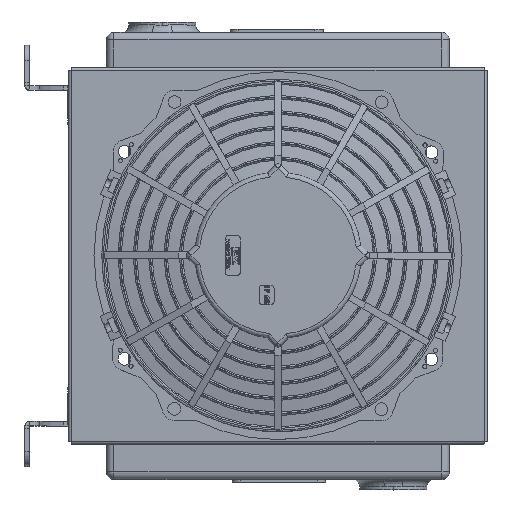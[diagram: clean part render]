
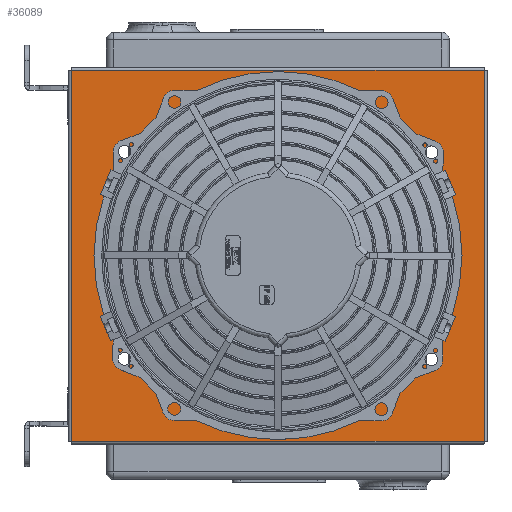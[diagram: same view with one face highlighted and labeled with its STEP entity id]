
A CAD part, top view. The second image highlights one B-rep face of the part: STEP entity #36089.
In plain terms, the highlighted planar face has unit normal (0, 0, 1).
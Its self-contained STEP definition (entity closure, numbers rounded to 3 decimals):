
#206 = CARTESIAN_POINT ( 'NONE',  ( 124.5, -138.5, 0. ) ) ;
#207 = CARTESIAN_POINT ( 'NONE',  ( 124.5, 138.5, 0. ) ) ;
#11761 = EDGE_LOOP ( 'NONE', ( #37350, #37354 ) ) ;
#11802 = EDGE_LOOP ( 'NONE', ( #37351, #37356 ) ) ;
#11814 = EDGE_LOOP ( 'NONE', ( #37353, #37358 ) ) ;
#11906 = EDGE_LOOP ( 'NONE', ( #37355, #37359 ) ) ;
#11960 = EDGE_LOOP ( 'NONE', ( #37349, #37352 ) ) ;
#11970 = EDGE_LOOP ( 'NONE', ( #37357, #37361, #37360, #37362 ) ) ;
#20616 = CIRCLE ( 'NONE', #54815, 4.6 ) ;
#20618 = CIRCLE ( 'NONE', #54830, 4.6 ) ;
#20620 = CIRCLE ( 'NONE', #54837, 4.6 ) ;
#20622 = CIRCLE ( 'NONE', #54839, 4.6 ) ;
#20624 = CIRCLE ( 'NONE', #54843, 112.5 ) ;
#20632 = CIRCLE ( 'NONE', #54949, 4.6 ) ;
#20633 = CIRCLE ( 'NONE', #54950, 4.6 ) ;
#20634 = CIRCLE ( 'NONE', #54951, 4.6 ) ;
#20635 = CIRCLE ( 'NONE', #54955, 4.6 ) ;
#20636 = CIRCLE ( 'NONE', #54957, 112.5 ) ;
#34557 = VERTEX_POINT ( 'NONE', #40083 ) ;
#34558 = VERTEX_POINT ( 'NONE', #40084 ) ;
#34561 = VERTEX_POINT ( 'NONE', #40087 ) ;
#34562 = VERTEX_POINT ( 'NONE', #40088 ) ;
#34565 = VERTEX_POINT ( 'NONE', #40091 ) ;
#34566 = VERTEX_POINT ( 'NONE', #40092 ) ;
#34569 = VERTEX_POINT ( 'NONE', #40095 ) ;
#34570 = VERTEX_POINT ( 'NONE', #40096 ) ;
#34573 = VERTEX_POINT ( 'NONE', #40099 ) ;
#34574 = VERTEX_POINT ( 'NONE', #40100 ) ;
#34643 = VERTEX_POINT ( 'NONE', #40169 ) ;
#34644 = VERTEX_POINT ( 'NONE', #40170 ) ;
#35793 = EDGE_CURVE ( 'NONE', #34557, #34558, #20616, .T. ) ;
#35800 = EDGE_CURVE ( 'NONE', #34561, #34562, #20618, .T. ) ;
#35804 = EDGE_CURVE ( 'NONE', #34565, #34566, #20620, .T. ) ;
#35808 = EDGE_CURVE ( 'NONE', #34569, #34570, #20622, .T. ) ;
#35812 = EDGE_CURVE ( 'NONE', #34573, #34574, #20624, .T. ) ;
#35915 = EDGE_CURVE ( 'NONE', #34558, #34557, #20632, .T. ) ;
#35916 = EDGE_CURVE ( 'NONE', #34562, #34561, #20633, .T. ) ;
#35917 = EDGE_CURVE ( 'NONE', #34566, #34565, #20634, .T. ) ;
#35918 = EDGE_CURVE ( 'NONE', #34570, #34569, #20635, .T. ) ;
#35919 = EDGE_CURVE ( 'NONE', #34574, #34573, #20636, .T. ) ;
#35920 = EDGE_CURVE ( 'NONE', #34644, #36469, #57792, .T. ) ;
#35921 = EDGE_CURVE ( 'NONE', #34643, #34644, #57795, .T. ) ;
#35922 = EDGE_CURVE ( 'NONE', #36469, #36470, #57798, .T. ) ;
#35923 = EDGE_CURVE ( 'NONE', #36470, #34643, #57801, .T. ) ;
#36089 = ADVANCED_FACE ( 'NONE', ( #59378, #59385, #59389, #59391, #59393, #59394 ), #58514, .F. ) ;
#36469 = VERTEX_POINT ( 'NONE', #206 ) ;
#36470 = VERTEX_POINT ( 'NONE', #207 ) ;
#37349 = ORIENTED_EDGE ( 'NONE', *, *, #35915, .F. ) ;
#37350 = ORIENTED_EDGE ( 'NONE', *, *, #35916, .F. ) ;
#37351 = ORIENTED_EDGE ( 'NONE', *, *, #35917, .F. ) ;
#37352 = ORIENTED_EDGE ( 'NONE', *, *, #35793, .F. ) ;
#37353 = ORIENTED_EDGE ( 'NONE', *, *, #35918, .F. ) ;
#37354 = ORIENTED_EDGE ( 'NONE', *, *, #35800, .F. ) ;
#37355 = ORIENTED_EDGE ( 'NONE', *, *, #35919, .F. ) ;
#37356 = ORIENTED_EDGE ( 'NONE', *, *, #35804, .F. ) ;
#37357 = ORIENTED_EDGE ( 'NONE', *, *, #35921, .T. ) ;
#37358 = ORIENTED_EDGE ( 'NONE', *, *, #35808, .F. ) ;
#37359 = ORIENTED_EDGE ( 'NONE', *, *, #35812, .F. ) ;
#37360 = ORIENTED_EDGE ( 'NONE', *, *, #35922, .T. ) ;
#37361 = ORIENTED_EDGE ( 'NONE', *, *, #35920, .T. ) ;
#37362 = ORIENTED_EDGE ( 'NONE', *, *, #35923, .T. ) ;
#40083 = CARTESIAN_POINT ( 'NONE',  ( 64.88, -103.008, 0. ) ) ;
#40084 = CARTESIAN_POINT ( 'NONE',  ( 74.08, -103.008, 0. ) ) ;
#40087 = CARTESIAN_POINT ( 'NONE',  ( -74.08, -103.008, 0. ) ) ;
#40088 = CARTESIAN_POINT ( 'NONE',  ( -64.88, -103.008, 0. ) ) ;
#40091 = CARTESIAN_POINT ( 'NONE',  ( -74.08, 103.008, 0. ) ) ;
#40092 = CARTESIAN_POINT ( 'NONE',  ( -64.88, 103.008, 0. ) ) ;
#40095 = CARTESIAN_POINT ( 'NONE',  ( 64.88, 103.008, 0. ) ) ;
#40096 = CARTESIAN_POINT ( 'NONE',  ( 74.08, 103.008, 0. ) ) ;
#40099 = CARTESIAN_POINT ( 'NONE',  ( -112.5, 0., 0. ) ) ;
#40100 = CARTESIAN_POINT ( 'NONE',  ( 112.5, 0., 0. ) ) ;
#40169 = CARTESIAN_POINT ( 'NONE',  ( -124.5, 138.5, 0. ) ) ;
#40170 = CARTESIAN_POINT ( 'NONE',  ( -124.5, -138.5, 0. ) ) ;
#54815 = AXIS2_PLACEMENT_3D ( 'NONE', #57407, #57411, #57412 ) ;
#54830 = AXIS2_PLACEMENT_3D ( 'NONE', #57431, #57432, #57433 ) ;
#54837 = AXIS2_PLACEMENT_3D ( 'NONE', #57443, #57444, #57445 ) ;
#54839 = AXIS2_PLACEMENT_3D ( 'NONE', #57455, #57456, #57457 ) ;
#54843 = AXIS2_PLACEMENT_3D ( 'NONE', #57467, #57468, #57469 ) ;
#54949 = AXIS2_PLACEMENT_3D ( 'NONE', #57767, #57777, #57778 ) ;
#54950 = AXIS2_PLACEMENT_3D ( 'NONE', #57779, #57780, #57781 ) ;
#54951 = AXIS2_PLACEMENT_3D ( 'NONE', #57782, #57783, #57784 ) ;
#54955 = AXIS2_PLACEMENT_3D ( 'NONE', #57785, #57786, #57787 ) ;
#54957 = AXIS2_PLACEMENT_3D ( 'NONE', #57788, #57789, #57790 ) ;
#54958 = VECTOR ( 'NONE', #57794, 1000. ) ;
#54959 = VECTOR ( 'NONE', #57797, 1000. ) ;
#54960 = VECTOR ( 'NONE', #57800, 1000. ) ;
#54961 = VECTOR ( 'NONE', #57803, 1000. ) ;
#57407 = CARTESIAN_POINT ( 'NONE',  ( 69.48, -103.008, 0. ) ) ;
#57411 = DIRECTION ( 'NONE',  ( 0., 0., 1. ) ) ;
#57412 = DIRECTION ( 'NONE',  ( -1., 0., 0. ) ) ;
#57431 = CARTESIAN_POINT ( 'NONE',  ( -69.48, -103.008, 0. ) ) ;
#57432 = DIRECTION ( 'NONE',  ( 0., 0., 1. ) ) ;
#57433 = DIRECTION ( 'NONE',  ( 1., 0., 0. ) ) ;
#57443 = CARTESIAN_POINT ( 'NONE',  ( -69.48, 103.008, 0. ) ) ;
#57444 = DIRECTION ( 'NONE',  ( 0., 0., 1. ) ) ;
#57445 = DIRECTION ( 'NONE',  ( -1., 0., 0. ) ) ;
#57455 = CARTESIAN_POINT ( 'NONE',  ( 69.48, 103.008, 0. ) ) ;
#57456 = DIRECTION ( 'NONE',  ( 0., 0., 1. ) ) ;
#57457 = DIRECTION ( 'NONE',  ( 1., 0., 0. ) ) ;
#57467 = CARTESIAN_POINT ( 'NONE',  ( 0., 0., 0. ) ) ;
#57468 = DIRECTION ( 'NONE',  ( 0., 0., 1. ) ) ;
#57469 = DIRECTION ( 'NONE',  ( 1., 0., 0. ) ) ;
#57767 = CARTESIAN_POINT ( 'NONE',  ( 69.48, -103.008, 0. ) ) ;
#57777 = DIRECTION ( 'NONE',  ( 0., 0., 1. ) ) ;
#57778 = DIRECTION ( 'NONE',  ( -1., 0., 0. ) ) ;
#57779 = CARTESIAN_POINT ( 'NONE',  ( -69.48, -103.008, 0. ) ) ;
#57780 = DIRECTION ( 'NONE',  ( 0., 0., 1. ) ) ;
#57781 = DIRECTION ( 'NONE',  ( 1., 0., 0. ) ) ;
#57782 = CARTESIAN_POINT ( 'NONE',  ( -69.48, 103.008, 0. ) ) ;
#57783 = DIRECTION ( 'NONE',  ( 0., 0., 1. ) ) ;
#57784 = DIRECTION ( 'NONE',  ( -1., 0., 0. ) ) ;
#57785 = CARTESIAN_POINT ( 'NONE',  ( 69.48, 103.008, 0. ) ) ;
#57786 = DIRECTION ( 'NONE',  ( 0., 0., 1. ) ) ;
#57787 = DIRECTION ( 'NONE',  ( 1., 0., 0. ) ) ;
#57788 = CARTESIAN_POINT ( 'NONE',  ( 0., 0., 0. ) ) ;
#57789 = DIRECTION ( 'NONE',  ( 0., 0., 1. ) ) ;
#57790 = DIRECTION ( 'NONE',  ( 1., 0., 0. ) ) ;
#57792 = LINE ( 'NONE', #57793, #54958 ) ;
#57793 = CARTESIAN_POINT ( 'NONE',  ( -124.5, -138.5, 0. ) ) ;
#57794 = DIRECTION ( 'NONE',  ( 1., 0., 0. ) ) ;
#57795 = LINE ( 'NONE', #57796, #54959 ) ;
#57796 = CARTESIAN_POINT ( 'NONE',  ( -124.5, 138.5, 0. ) ) ;
#57797 = DIRECTION ( 'NONE',  ( 0., -1., 0. ) ) ;
#57798 = LINE ( 'NONE', #57799, #54960 ) ;
#57799 = CARTESIAN_POINT ( 'NONE',  ( 124.5, -138.5, 0. ) ) ;
#57800 = DIRECTION ( 'NONE',  ( 0., 1., 0. ) ) ;
#57801 = LINE ( 'NONE', #57802, #54961 ) ;
#57802 = CARTESIAN_POINT ( 'NONE',  ( 124.5, 138.5, 0. ) ) ;
#57803 = DIRECTION ( 'NONE',  ( -1., 0., 0. ) ) ;
#58514 = PLANE ( 'NONE',  #59388 ) ;
#58515 = CARTESIAN_POINT ( 'NONE',  ( 0., 0., 0. ) ) ;
#58516 = DIRECTION ( 'NONE',  ( 0., 0., -1. ) ) ;
#58517 = DIRECTION ( 'NONE',  ( -1., 0., 0. ) ) ;
#59378 = FACE_BOUND ( 'NONE', #11960, .T. ) ;
#59385 = FACE_BOUND ( 'NONE', #11761, .T. ) ;
#59388 = AXIS2_PLACEMENT_3D ( 'NONE', #58515, #58516, #58517 ) ;
#59389 = FACE_BOUND ( 'NONE', #11802, .T. ) ;
#59391 = FACE_BOUND ( 'NONE', #11814, .T. ) ;
#59393 = FACE_BOUND ( 'NONE', #11906, .T. ) ;
#59394 = FACE_OUTER_BOUND ( 'NONE', #11970, .T. ) ;
